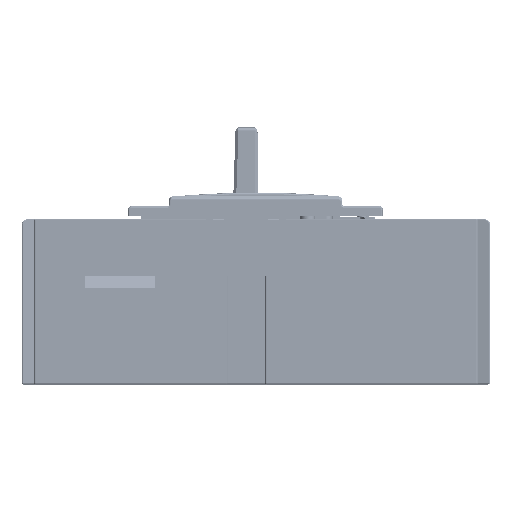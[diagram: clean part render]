
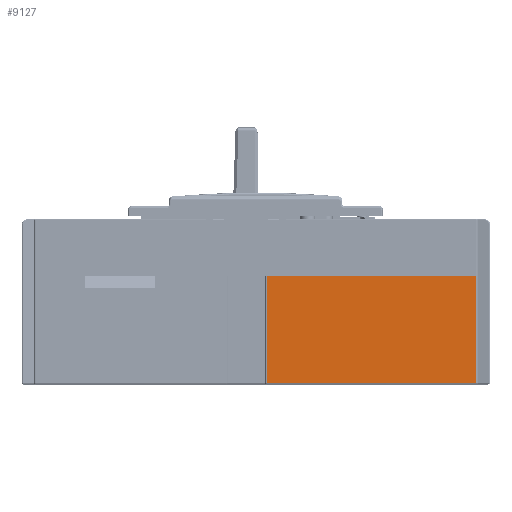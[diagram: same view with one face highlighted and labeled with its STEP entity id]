
A CAD part, front view. The second image highlights one B-rep face of the part: STEP entity #9127.
In plain terms, the highlighted planar face has unit normal (0, -1, 0).
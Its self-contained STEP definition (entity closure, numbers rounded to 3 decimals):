
#9127=ADVANCED_FACE('',(#17774),#13380,.F.);
#13380=PLANE('',#104949);
#17774=FACE_OUTER_BOUND('',#23592,.T.);
#23592=EDGE_LOOP('',(#64569,#64570,#64571,#64572));
#32657=LINE('',#266702,#42510);
#32672=LINE('',#266748,#42525);
#32673=LINE('',#266750,#42526);
#32674=LINE('',#266752,#42527);
#42510=VECTOR('',#125513,1.);
#42525=VECTOR('',#125548,1.);
#42526=VECTOR('',#125549,1.);
#42527=VECTOR('',#125550,1.);
#64569=ORIENTED_EDGE('',*,*,#92646,.F.);
#64570=ORIENTED_EDGE('',*,*,#92669,.T.);
#64571=ORIENTED_EDGE('',*,*,#92670,.T.);
#64572=ORIENTED_EDGE('',*,*,#92671,.F.);
#80189=VERTEX_POINT('',#266701);
#80190=VERTEX_POINT('',#266703);
#80211=VERTEX_POINT('',#266749);
#80212=VERTEX_POINT('',#266751);
#92646=EDGE_CURVE('',#80189,#80190,#32657,.T.);
#92669=EDGE_CURVE('',#80189,#80211,#32672,.T.);
#92670=EDGE_CURVE('',#80211,#80212,#32673,.T.);
#92671=EDGE_CURVE('',#80190,#80212,#32674,.T.);
#104949=AXIS2_PLACEMENT_3D('',#266753,#125551,#125552);
#125513=DIRECTION('',(1.,0.,0.));
#125548=DIRECTION('',(0.,0.,-1.));
#125549=DIRECTION('',(1.,0.,0.));
#125550=DIRECTION('',(0.,0.,-1.));
#125551=DIRECTION('',(0.,1.,0.));
#125552=DIRECTION('',(0.,0.,1.));
#266701=CARTESIAN_POINT('',(-10.811,-337.3,60.9));
#266702=CARTESIAN_POINT('',(120.239,-337.3,60.9));
#266703=CARTESIAN_POINT('',(112.739,-337.3,60.9));
#266748=CARTESIAN_POINT('',(-10.811,-337.3,61.2));
#266749=CARTESIAN_POINT('',(-10.811,-337.3,-2.1));
#266750=CARTESIAN_POINT('',(120.239,-337.3,-2.1));
#266751=CARTESIAN_POINT('',(112.739,-337.3,-2.1));
#266752=CARTESIAN_POINT('',(112.739,-337.3,61.2));
#266753=CARTESIAN_POINT('',(120.239,-337.3,60.9));
